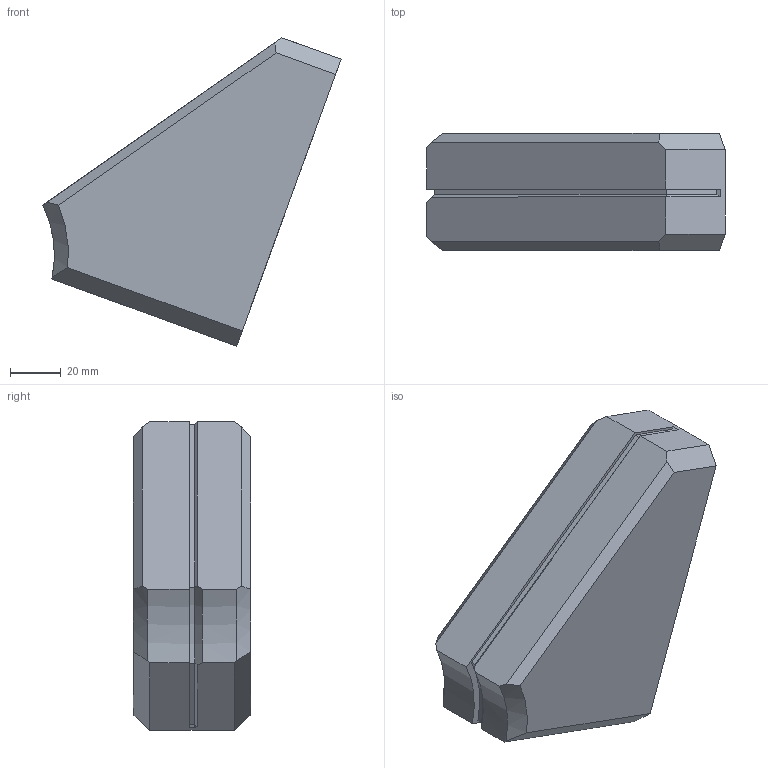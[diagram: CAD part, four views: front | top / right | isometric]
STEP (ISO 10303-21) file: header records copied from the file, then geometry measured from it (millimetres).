
FILE_DESCRIPTION (( 'STEP AP214' ), '1' );
FILE_NAME ('[6.2] Drawer_Right_Small.STEP', '2021-02-12T06:15:26', ( '' ), ( '' ), 'SwSTEP 2.0', 'SolidWorks 2019', '' );
FILE_SCHEMA (( 'AUTOMOTIVE_DESIGN' ));
Length unit declared in the file: millimetre
Products named in the file (1): [6.2] Drawer_Right_Small
Bounding box: 117.17 x 46 x 121.21 mm (x, y, z)
Volume: 125877.9 mm3; surface area: 42766.5 mm2
Topology: 1 solids, 1 shells, 36 faces, 97 edges, 63 vertices
Faces by surface type: plane 28, cylinder 4, cone 3, bspline 1
Entity records: 1217 total; most frequent: CARTESIAN_POINT 302, ORIENTED_EDGE 194, DIRECTION 165, EDGE_CURVE 97, LINE 73, VECTOR 73, VERTEX_POINT 63, AXIS2_PLACEMENT_3D 46
